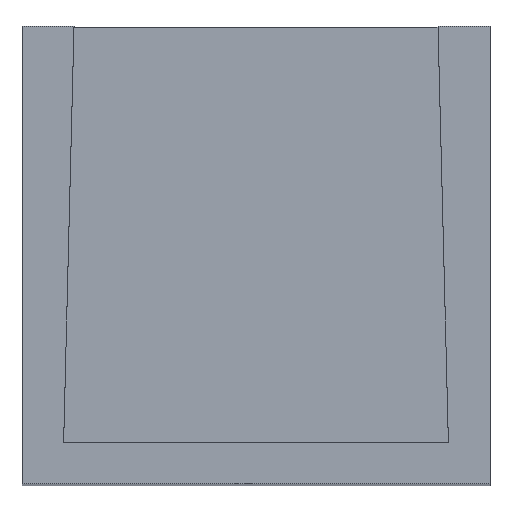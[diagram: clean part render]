
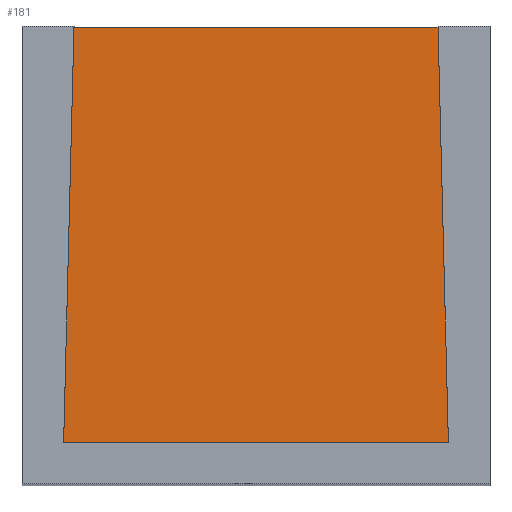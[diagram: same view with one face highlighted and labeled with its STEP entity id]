
A CAD part, top view. The second image highlights one B-rep face of the part: STEP entity #181.
In plain terms, the highlighted planar face has unit normal (0, 0, 1).
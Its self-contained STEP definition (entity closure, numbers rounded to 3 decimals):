
#15=FACE_OUTER_BOUND('',#25,.T.);
#25=EDGE_LOOP('',(#123,#124,#125,#126));
#35=LINE('',#265,#59);
#36=LINE('',#267,#60);
#37=LINE('',#269,#61);
#38=LINE('',#270,#62);
#59=VECTOR('',#219,10.);
#60=VECTOR('',#220,10.);
#61=VECTOR('',#221,10.);
#62=VECTOR('',#222,10.);
#83=VERTEX_POINT('',#263);
#84=VERTEX_POINT('',#264);
#85=VERTEX_POINT('',#266);
#86=VERTEX_POINT('',#268);
#99=EDGE_CURVE('',#83,#84,#35,.T.);
#100=EDGE_CURVE('',#85,#83,#36,.T.);
#101=EDGE_CURVE('',#86,#85,#37,.T.);
#102=EDGE_CURVE('',#86,#84,#38,.T.);
#123=ORIENTED_EDGE('',*,*,#99,.F.);
#124=ORIENTED_EDGE('',*,*,#100,.F.);
#125=ORIENTED_EDGE('',*,*,#101,.F.);
#126=ORIENTED_EDGE('',*,*,#102,.T.);
#171=PLANE('',#205);
#181=ADVANCED_FACE('',(#15),#171,.T.);
#205=AXIS2_PLACEMENT_3D('',#262,#217,#218);
#217=DIRECTION('center_axis',(0.,0.,1.));
#218=DIRECTION('ref_axis',(0.,1.,0.));
#219=DIRECTION('',(0.025,1.,0.));
#220=DIRECTION('',(-1.,0.,0.));
#221=DIRECTION('',(0.025,-1.,0.));
#222=DIRECTION('',(-1.,0.,0.));
#262=CARTESIAN_POINT('Origin',(20.5,-2.,25.));
#263=CARTESIAN_POINT('',(0.,0.,25.));
#264=CARTESIAN_POINT('',(0.5,20.,25.));
#265=CARTESIAN_POINT('',(-0.019,-0.743,25.));
#266=CARTESIAN_POINT('',(18.5,0.,25.));
#267=CARTESIAN_POINT('',(19.5,0.,25.));
#268=CARTESIAN_POINT('',(18.,20.,25.));
#269=CARTESIAN_POINT('',(18.276,8.976,25.));
#270=CARTESIAN_POINT('',(20.5,20.,25.));
